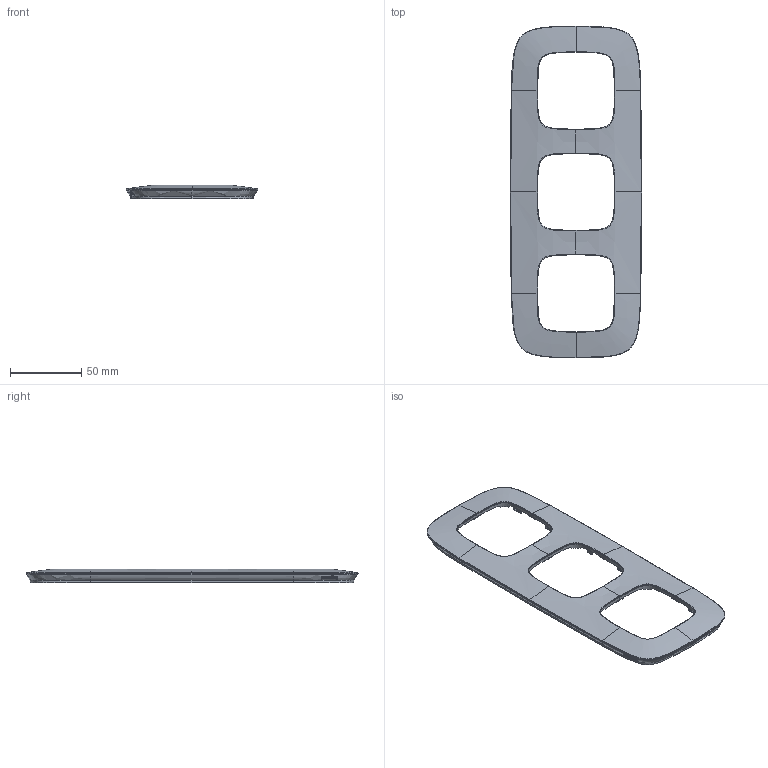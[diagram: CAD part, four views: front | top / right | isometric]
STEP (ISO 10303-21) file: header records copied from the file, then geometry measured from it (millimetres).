
FILE_DESCRIPTION(('CATIA V5 STEP Exchange','CAx-IF Rec.Pracs.--- Model Styling and Organization---1.4--- 2014-01-23'),'2;1');
FILE_NAME('754303_AllCATPart.stp','2020-02-18T08:04:03+00:00',('none'),('none'),'CATIA Version 5-6 Release 2017 SP3','CATIA V5 STEP AP214','none');
FILE_SCHEMA(('AUTOMOTIVE_DESIGN { 1 0 10303 214 1 1 1 1 }'));
Products named in the file (1): 754303_AllCATPart
Bounding box: 92.19 x 232.95 x 9.48 mm (x, y, z)
Volume: 41757.6 mm3; surface area: 58198.1 mm2
Topology: 1 solids, 1 shells, 4151 faces, 11387 edges, 7268 vertices
Faces by surface type: plane 2088, cylinder 888, bspline 743, extrusion 216, cone 136, sphere 64, torus 16
Entity records: 222530 total; most frequent: CARTESIAN_POINT 135636, ORIENTED_EDGE 22646, EDGE_CURVE 11323, DIRECTION 9512, VERTEX_POINT 7268, B_SPLINE_CURVE_WITH_KNOTS 6849, EDGE_LOOP 4327, ADVANCED_FACE 4151
